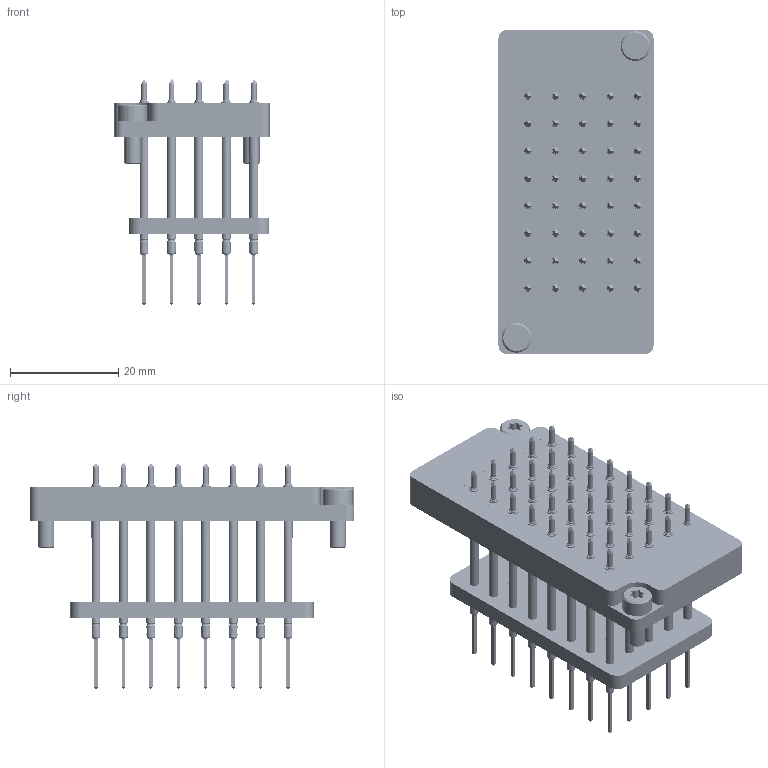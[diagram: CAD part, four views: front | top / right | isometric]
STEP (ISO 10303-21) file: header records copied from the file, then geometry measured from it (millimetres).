
FILE_DESCRIPTION (( 'STEP AP214' ), '1' );
FILE_NAME ('INGUN_37075.STEP', '2023-01-13T08:08:47', ( '' ), ( '' ), 'SwSTEP 2.0', 'SolidWorks 2021', '' );
FILE_SCHEMA (( 'AUTOMOTIVE_DESIGN' ));
Length unit declared in the file: millimetre
Products named in the file (8): GKS-945-0005__ADA~gks_S; KS-945-Master__ADA~ks_KS-945 47; 37494~3_S; INGUN_37075; 37494~3; INFO_4617~0_SBP-T_Kontaktierung-Seite<S>; 37493~3; DIN912~n_M03,0x008
Assembly tree (86 placements, depth 3):
  INGUN_37075
    37494~3_S
      37494~3
      INFO_4617~0_SBP-T_Kontaktierung-Seite<S>
    37493~3
    KS-945-Master__ADA~ks_KS-945 47  x40
    GKS-945-0005__ADA~gks_S  x40
    DIN912~n_M03,0x008  x2
Bounding box: 28.7 x 60 x 41.7 mm (x, y, z)
Volume: 17294.9 mm3; surface area: 20125.7 mm2
Topology: 177 solids, 177 shells, 2962 faces, 6244 edges, 3760 vertices
Faces by surface type: cylinder 1180, plane 815, torus 480, cone 408, bspline 79
Entity records: 20781 total; most frequent: CARTESIAN_POINT 7683, DIRECTION 2520, ORIENTED_EDGE 2518, EDGE_CURVE 1259, AXIS2_PLACEMENT_3D 953, VERTEX_POINT 828, EDGE_LOOP 661, LINE 614
